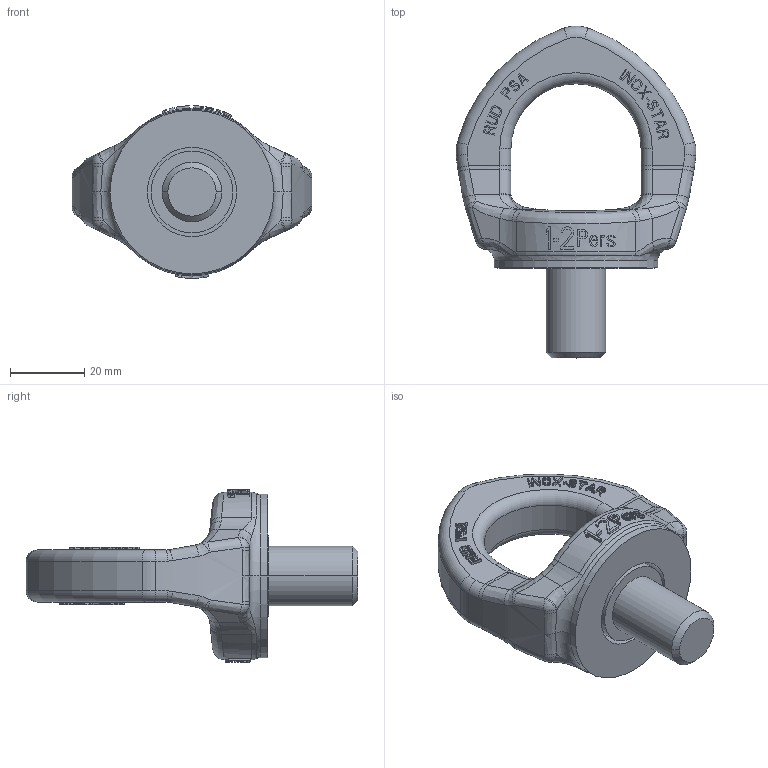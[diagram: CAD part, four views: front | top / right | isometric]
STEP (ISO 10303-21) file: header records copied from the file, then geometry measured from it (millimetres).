
FILE_DESCRIPTION((''),'2;1');
FILE_NAME('001-M36423-P-10_ASM','2023-08-10T09:00:11',('Andreas.Wendler'),(''),'CREO PARAMETRIC BY PTC INC, 2022162','CREO PARAMETRIC BY PTC INC, 2022162','');
FILE_SCHEMA(('AP242_MANAGED_MODEL_BASED_3D_ENGINEERING_MIM_LF { 1 0 10303 442 1 1 4 }'));
Length unit declared in the file: millimetre
Products named in the file (5): 001-M36423-P-1; STAHL_ALLGEMEIN; 001-M31027-P-10; S235JRG2; 001-M36423-P-10_ASM
Assembly tree (2 placements, depth 2):
  STAHL_ALLGEMEIN
  S235JRG2
  001-M36423-P-10_ASM
    001-M36423-P-1
    001-M31027-P-10
Bounding box: 64.52 x 89.26 x 46.39 mm (x, y, z)
Volume: 50197.4 mm3; surface area: 15618.3 mm2
Topology: 2 solids, 2 shells, 1295 faces, 3568 edges, 2342 vertices
Faces by surface type: plane 1098, cylinder 91, bspline 50, torus 26, extrusion 20, sphere 8, cone 2
Entity records: 44025 total; most frequent: CARTESIAN_POINT 11673, ORIENTED_EDGE 7136, DIRECTION 5860, EDGE_CURVE 3568, VECTOR 2900, LINE 2880, VERTEX_POINT 2342, AXIS2_PLACEMENT_3D 1480
